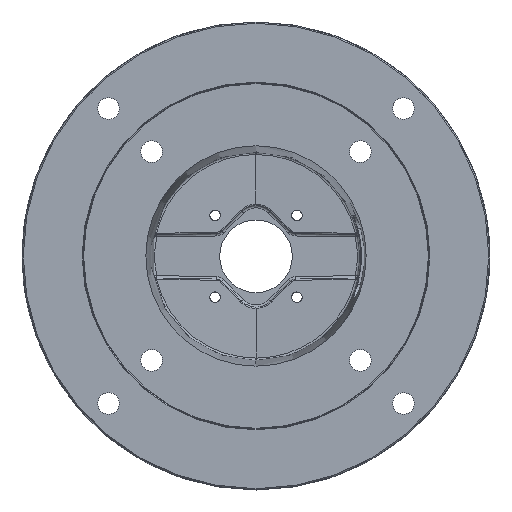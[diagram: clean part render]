
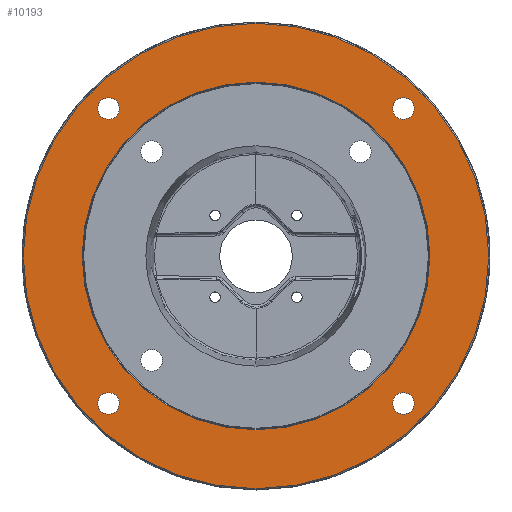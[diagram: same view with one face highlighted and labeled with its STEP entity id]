
A CAD part, top view. The second image highlights one B-rep face of the part: STEP entity #10193.
In plain terms, the highlighted planar face has unit normal (0, 0, 1).
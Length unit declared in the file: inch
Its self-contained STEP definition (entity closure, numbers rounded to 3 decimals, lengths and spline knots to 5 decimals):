
#35=CARTESIAN_POINT('',(0.,0.,-0.08));
#36=DIRECTION('',(0.,0.,1.));
#37=DIRECTION('',(0.,1.,0.));
#38=AXIS2_PLACEMENT_3D('',#35,#36,#37);
#44=CARTESIAN_POINT('',(0.,0.,-0.08));
#45=DIRECTION('',(0.,0.,-1.));
#46=DIRECTION('',(0.,1.,0.));
#47=AXIS2_PLACEMENT_3D('',#44,#45,#46);
#624=CARTESIAN_POINT('',(-3.62392,3.62392,-0.08));
#625=DIRECTION('',(0.,0.,-1.));
#626=DIRECTION('',(-0.707,0.707,0.));
#627=AXIS2_PLACEMENT_3D('',#624,#625,#626);
#629=CARTESIAN_POINT('',(-3.62392,3.62392,-0.08));
#630=DIRECTION('',(0.,0.,-1.));
#631=DIRECTION('',(0.707,-0.707,0.));
#632=AXIS2_PLACEMENT_3D('',#629,#630,#631);
#634=CARTESIAN_POINT('',(-3.62392,-3.62392,-0.08));
#635=DIRECTION('',(0.,0.,-1.));
#636=DIRECTION('',(-0.707,-0.707,0.));
#637=AXIS2_PLACEMENT_3D('',#634,#635,#636);
#639=CARTESIAN_POINT('',(-3.62392,-3.62392,-0.08));
#640=DIRECTION('',(0.,0.,-1.));
#641=DIRECTION('',(0.707,0.707,0.));
#642=AXIS2_PLACEMENT_3D('',#639,#640,#641);
#644=CARTESIAN_POINT('',(3.62392,-3.62392,-0.08));
#645=DIRECTION('',(0.,0.,-1.));
#646=DIRECTION('',(0.707,-0.707,0.));
#647=AXIS2_PLACEMENT_3D('',#644,#645,#646);
#649=CARTESIAN_POINT('',(3.62392,-3.62392,-0.08));
#650=DIRECTION('',(0.,0.,-1.));
#651=DIRECTION('',(-0.707,0.707,0.));
#652=AXIS2_PLACEMENT_3D('',#649,#650,#651);
#654=CARTESIAN_POINT('',(3.62392,3.62392,-0.08));
#655=DIRECTION('',(0.,0.,-1.));
#656=DIRECTION('',(0.707,0.707,0.));
#657=AXIS2_PLACEMENT_3D('',#654,#655,#656);
#659=CARTESIAN_POINT('',(3.62392,3.62392,-0.08));
#660=DIRECTION('',(0.,0.,-1.));
#661=DIRECTION('',(-0.707,-0.707,0.));
#662=AXIS2_PLACEMENT_3D('',#659,#660,#661);
#664=CARTESIAN_POINT('',(0.,0.,-0.08));
#665=DIRECTION('',(0.,0.,1.));
#666=DIRECTION('',(0.,1.,0.));
#667=AXIS2_PLACEMENT_3D('',#664,#665,#666);
#669=CARTESIAN_POINT('',(0.,0.,-0.08));
#670=DIRECTION('',(0.,0.,1.));
#671=DIRECTION('',(0.,-1.,0.));
#672=AXIS2_PLACEMENT_3D('',#669,#670,#671);
#8884=CARTESIAN_POINT('',(0.,5.72,-0.08));
#8885=CARTESIAN_POINT('',(0.,-5.72,-0.08));
#8886=VERTEX_POINT('',#8884);
#8887=VERTEX_POINT('',#8885);
#8908=CARTESIAN_POINT('',(-3.81131,3.81131,-0.08));
#8909=CARTESIAN_POINT('',(-3.43654,3.43654,-0.08));
#8910=VERTEX_POINT('',#8908);
#8911=VERTEX_POINT('',#8909);
#8952=CARTESIAN_POINT('',(-3.81131,-3.81131,-0.08));
#8953=CARTESIAN_POINT('',(-3.43654,-3.43654,-0.08));
#8954=VERTEX_POINT('',#8952);
#8955=VERTEX_POINT('',#8953);
#8960=CARTESIAN_POINT('',(3.81131,-3.81131,-0.08));
#8961=CARTESIAN_POINT('',(3.43654,-3.43654,-0.08));
#8962=VERTEX_POINT('',#8960);
#8963=VERTEX_POINT('',#8961);
#8968=CARTESIAN_POINT('',(3.81131,3.81131,-0.08));
#8969=CARTESIAN_POINT('',(3.43654,3.43654,-0.08));
#8970=VERTEX_POINT('',#8968);
#8971=VERTEX_POINT('',#8969);
#8988=CARTESIAN_POINT('',(0.,4.271,-0.08));
#8989=CARTESIAN_POINT('',(0.,-4.271,-0.08));
#8990=VERTEX_POINT('',#8988);
#8991=VERTEX_POINT('',#8989);
#10155=CARTESIAN_POINT('',(0.,0.,-0.08));
#10156=DIRECTION('',(0.,0.,1.));
#10157=DIRECTION('',(0.,1.,0.));
#10158=AXIS2_PLACEMENT_3D('',#10155,#10156,#10157);
#10159=PLANE('',#10158);
#10160=ORIENTED_EDGE('',*,*,#9126,.T.);
#10161=ORIENTED_EDGE('',*,*,#9111,.F.);
#10162=EDGE_LOOP('',(#10160,#10161));
#10163=FACE_OUTER_BOUND('',#10162,.F.);
#10165=ORIENTED_EDGE('',*,*,#10164,.F.);
#10167=ORIENTED_EDGE('',*,*,#10166,.F.);
#10168=EDGE_LOOP('',(#10165,#10167));
#10169=FACE_BOUND('',#10168,.F.);
#10171=ORIENTED_EDGE('',*,*,#10170,.F.);
#10173=ORIENTED_EDGE('',*,*,#10172,.F.);
#10174=EDGE_LOOP('',(#10171,#10173));
#10175=FACE_BOUND('',#10174,.F.);
#10177=ORIENTED_EDGE('',*,*,#10176,.F.);
#10179=ORIENTED_EDGE('',*,*,#10178,.F.);
#10180=EDGE_LOOP('',(#10177,#10179));
#10181=FACE_BOUND('',#10180,.F.);
#10183=ORIENTED_EDGE('',*,*,#10182,.F.);
#10185=ORIENTED_EDGE('',*,*,#10184,.F.);
#10186=EDGE_LOOP('',(#10183,#10185));
#10187=FACE_BOUND('',#10186,.F.);
#10189=ORIENTED_EDGE('',*,*,#10188,.T.);
#10190=ORIENTED_EDGE('',*,*,#10145,.T.);
#10191=EDGE_LOOP('',(#10189,#10190));
#10192=FACE_BOUND('',#10191,.F.);
#10193=ADVANCED_FACE('',(#10163,#10169,#10175,#10181,#10187,#10192),#10159,.T.);
#39=CIRCLE('',#38,5.72);
#48=CIRCLE('',#47,5.72);
#628=CIRCLE('',#627,0.265);
#633=CIRCLE('',#632,0.265);
#638=CIRCLE('',#637,0.265);
#643=CIRCLE('',#642,0.265);
#648=CIRCLE('',#647,0.265);
#653=CIRCLE('',#652,0.265);
#658=CIRCLE('',#657,0.265);
#663=CIRCLE('',#662,0.265);
#668=CIRCLE('',#667,4.271);
#673=CIRCLE('',#672,4.271);
#9111=EDGE_CURVE('',#8886,#8887,#39,.T.);
#9126=EDGE_CURVE('',#8886,#8887,#48,.T.);
#10145=EDGE_CURVE('',#8991,#8990,#673,.T.);
#10164=EDGE_CURVE('',#8910,#8911,#628,.T.);
#10166=EDGE_CURVE('',#8911,#8910,#633,.T.);
#10170=EDGE_CURVE('',#8954,#8955,#638,.T.);
#10172=EDGE_CURVE('',#8955,#8954,#643,.T.);
#10176=EDGE_CURVE('',#8962,#8963,#648,.T.);
#10178=EDGE_CURVE('',#8963,#8962,#653,.T.);
#10182=EDGE_CURVE('',#8970,#8971,#658,.T.);
#10184=EDGE_CURVE('',#8971,#8970,#663,.T.);
#10188=EDGE_CURVE('',#8990,#8991,#668,.T.);
